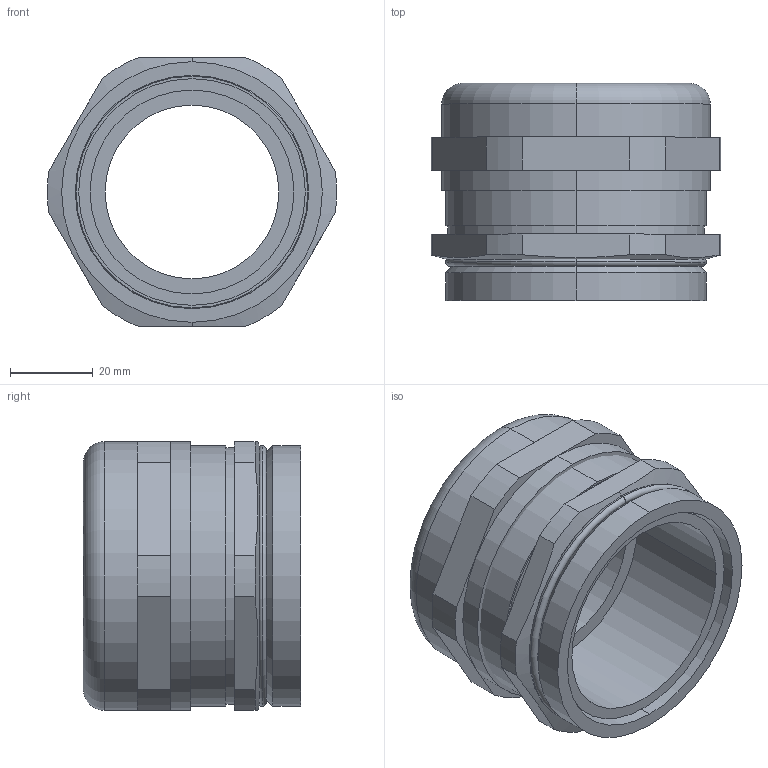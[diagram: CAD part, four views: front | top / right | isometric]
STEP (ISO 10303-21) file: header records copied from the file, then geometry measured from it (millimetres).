
FILE_DESCRIPTION (( 'STEP AP214' ), '1' );
FILE_NAME ('2086060.stp', '2020-01-09T14:55:48', ( '' ), ( '' ), 'SwSTEP 2.0', 'SolidWorks 2018', '' );
FILE_SCHEMA (( 'AUTOMOTIVE_DESIGN' ));
Length unit declared in the file: millimetre
Products named in the file (6): 012279_M63 2086189; 011344_M63 2086189; 012463_M63 2086189; EV743_M63; 2086060; 011359_M63 2086060
Assembly tree (5 placements, depth 2):
  2086060
    011359_M63 2086060
    EV743_M63
    012279_M63 2086189
    012463_M63 2086189
    011344_M63 2086189
Bounding box: 69.92 x 52.5 x 65 mm (x, y, z)
Volume: 84807.5 mm3; surface area: 54037.3 mm2
Topology: 5 solids, 5 shells, 90 faces, 202 edges, 126 vertices
Faces by surface type: cylinder 40, plane 26, cone 16, torus 8
Entity records: 2846 total; most frequent: DIRECTION 498, CARTESIAN_POINT 478, ORIENTED_EDGE 404, AXIS2_PLACEMENT_3D 206, EDGE_CURVE 202, VERTEX_POINT 126, CIRCLE 108, EDGE_LOOP 104
